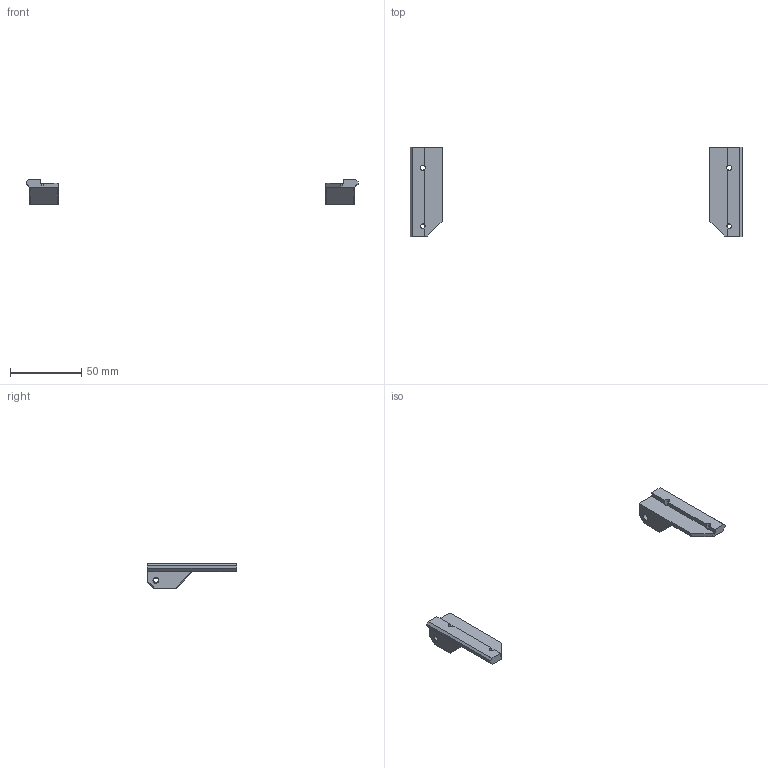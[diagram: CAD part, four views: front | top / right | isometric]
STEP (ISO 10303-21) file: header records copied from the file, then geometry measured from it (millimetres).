
FILE_DESCRIPTION(/* description */ (''),/* implementation_level */ '2;1');
FILE_NAME(/* name */ 'Hinge_panel.step',/* time_stamp */ '2023-03-15T19:12:01+01:00',/* author */ (''),/* organization */ (''),/* preprocessor_version */ 'ST-DEVELOPER v19.2',/* originating_system */ 'Autodesk Translation Framework v11.17.0.187',/* authorisation */ '');
FILE_SCHEMA (('AUTOMOTIVE_DESIGN { 1 0 10303 214 3 1 1 }'));
Length unit declared in the file: millimetre
Products named in the file (1): Hinge_panel
Bounding box: 233 x 63 x 18 mm (x, y, z)
Volume: 20321.8 mm3; surface area: 9511.2 mm2
Topology: 2 solids, 2 shells, 158 faces, 382 edges, 224 vertices
Faces by surface type: plane 124, cone 18, cylinder 16
Full cylindrical faces by diameter (mm): 3.2 x2, 3.4 x4, 4.6 x2
Entity records: 4515 total; most frequent: CARTESIAN_POINT 773, ORIENTED_EDGE 764, DIRECTION 754, EDGE_CURVE 382, LINE 320, VECTOR 320, VERTEX_POINT 224, AXIS2_PLACEMENT_3D 217
